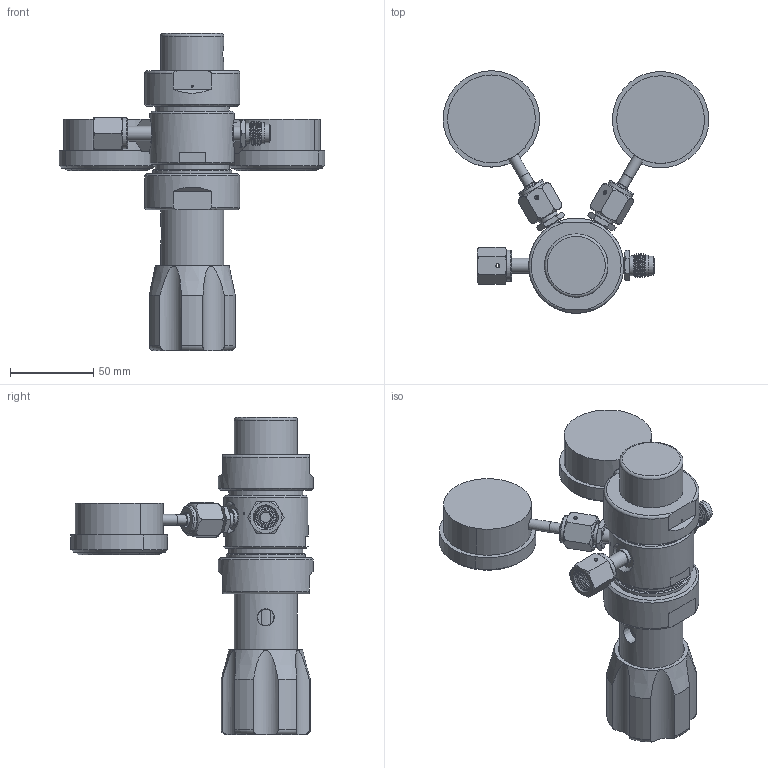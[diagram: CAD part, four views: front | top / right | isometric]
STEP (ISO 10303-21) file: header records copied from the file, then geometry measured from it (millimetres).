
FILE_DESCRIPTION(/* description */ (''),/* implementation_level */ '2;1');
FILE_NAME(/* name */ 'M9467-4-V4FM.stp',/* time_stamp */ '2015-05-28T10:03:44-04:00',/* author */ ('dlachman'),/* organization */ (''),/* preprocessor_version */ 'ST-DEVELOPER v15.2',/* originating_system */ 'Autodesk Inventor 2014',/* authorisation */ '');
FILE_SCHEMA (('CONFIG_CONTROL_DESIGN'));
Length unit declared in the file: inch
Products named in the file (8): MREG-1829-SA; MGAG-0017-SA; S404-0466; S404-0218; MGAG-0023-SA; MGSK-0008-NI; M9467-4-V4FM
Bounding box: 159.52 x 145.74 x 190.5 mm (x, y, z)
Volume: 504904.3 mm3; surface area: 90461 mm2
Topology: 14 solids, 15 shells, 384 faces, 873 edges, 578 vertices
Faces by surface type: plane 150, cylinder 105, cone 86, torus 30, bspline 12, sphere 1
Full cylindrical faces by diameter (mm): 1.27 x2, 2.362 x2, 2.54 x4, 4.572 x2, 5.588 x2, 6.35 x8, 7.23 x2, 8.814 x4, 8.839 x2, 9.095 x3, 9.119 x1, 9.144 x2, 9.906 x4, 11.303 x4, 11.43 x2, 11.938 x2, 12.065 x3, 12.7 x6, 13.233 x1, 16.002 x2, 16.51 x6, 18.542 x1, 29.276 x1, 38.1 x2, 39.624 x1, 44.45 x2, 47.45 x1, 50.8 x1, 57.15 x2
Entity records: 13633 total; most frequent: CARTESIAN_POINT 6554, DIRECTION 1374, ORIENTED_EDGE 1224, AXIS2_PLACEMENT_3D 622, EDGE_CURVE 610, EDGE_LOOP 512, VERTEX_POINT 468, ADVANCED_FACE 327
